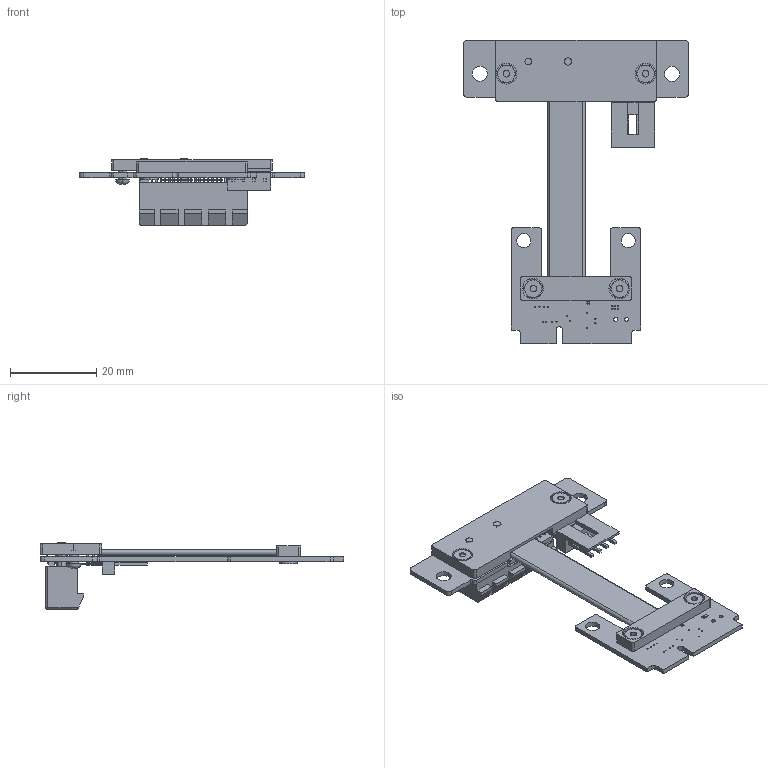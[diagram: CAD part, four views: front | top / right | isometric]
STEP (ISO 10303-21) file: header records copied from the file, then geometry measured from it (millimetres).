
FILE_DESCRIPTION(('Open CASCADE Model'),'2;1');
FILE_NAME('Open CASCADE Shape Model','2019-09-21T09:46:50',('Author'),( 'Open CASCADE'),'Open CASCADE STEP processor 6.8','Open CASCADE 6.8' ,'Unknown');
FILE_SCHEMA(('AUTOMOTIVE_DESIGN { 1 0 10303 214 1 1 1 1 }'));
Length unit declared in the file: millimetre
Products named in the file (42): PCB; Board; Open CASCADE STEP translator 6.8 20.1.1; Free-Models; Tape14x5_RGB0; TE_PCIe_Express_x1_(2.3mm_Pins)_RGB4404530; PCIe_Body_PCIe_x1; Pins_Internal_Pin_(Short); Pins_External_Pin_(Short); RP11R-PAD; c-171825-4-y-3d_RGB12967653; Hexagon_nut_ISO_4032_(DIN_934)_-_M2_RGB9411503; G0033_RGB9411503; RP11S-PAD; G0030_RGB14277081; cable13pin-43n-20161231_RGB4078660
Assembly tree (81 placements, depth 4):
  PCB
    Board
      Open CASCADE STEP translator 6.8 20.1.1
    Free-Models
      Tape14x5_RGB0  x2
      TE_PCIe_Express_x1_(2.3mm_Pins)_RGB4404530
        PCIe_Body_PCIe_x1
        Pins_Internal_Pin_(Short)  x18
        Pins_External_Pin_(Short)  x18
      RP11R-PAD
      c-171825-4-y-3d_RGB12967653
      Hexagon_nut_ISO_4032_(DIN_934)_-_M2_RGB9411503  x4
      G0033_RGB9411503  x2
      RP11S-PAD
      G0030_RGB14277081  x2
      cable13pin-43n-20161231_RGB4078660
      cable13pin-43n-20161231_RGB4078660
      cable13pin-43n-20161231_RGB4078660
      cable13pin-43n-20161231_RGB4078660
      cable13pin-43n-20161231_RGB4078660
      cable13pin-43n-20161231_RGB4078660
      cable13pin-43n-20161231_RGB4078660
      cable13pin-43n-20161231_RGB4078660
      cable13pin-43n-20161231_RGB4078660
      cable13pin-43n-20161231_RGB4078660
      cable13pin-43n-20161231_RGB4078660
      cable13pin-43n-20161231_RGB4078660
      cable13pin-43n-20161231_RGB4078660
      cable13pin-43n-20161231_RGB4078660
      cable13pin-43n-20161231_RGB4078660
      cable13pin-43n-20161231_RGB4078660
      cable13pin-43n-20161231_RGB4078660
      cable13pin-43n-20161231_RGB4078660
      cable13pin-43n-20161231_RGB4078660
      cable13pin-43n-20161231_RGB4078660
      cable13pin-43n-20161231_RGB4078660
      cable13pin-43n-20161231_RGB4078660
      cable13pin-43n-20161231_RGB4078660
      cable13pin-43n-20161231_RGB4078660
      cable13pin-43n-20161231_RGB4078660
      cable13pin-43n-20161231_RGB4078660
      cable13pin-43n-20161231_RGB4078660
Bounding box: 52.15 x 70.36 x 15.4 mm (x, y, z)
Volume: 4738.6 mm3; surface area: 11639.6 mm2
Topology: 78 solids, 78 shells, 2104 faces, 5732 edges, 3777 vertices
Faces by surface type: plane 1243, cylinder 769, cone 52, torus 26, bspline 8, revolution 4, sphere 2
Full cylindrical faces by diameter (mm): 0.254 x28, 0.4 x65, 0.6 x40, 0.7 x36, 0.9 x2, 1.2 x4, 1.6 x35, 2 x4, 2.2 x8, 2.35 x2, 2.4 x2, 3.3 x2, 3.5 x2, 4.8 x4
Entity records: 41827 total; most frequent: CARTESIAN_POINT 7542, ORIENTED_EDGE 5940, DIRECTION 5762, EDGE_CURVE 2970, LINE 2080, VECTOR 2080, VERTEX_POINT 1950, AXIS2_PLACEMENT_3D 1840
